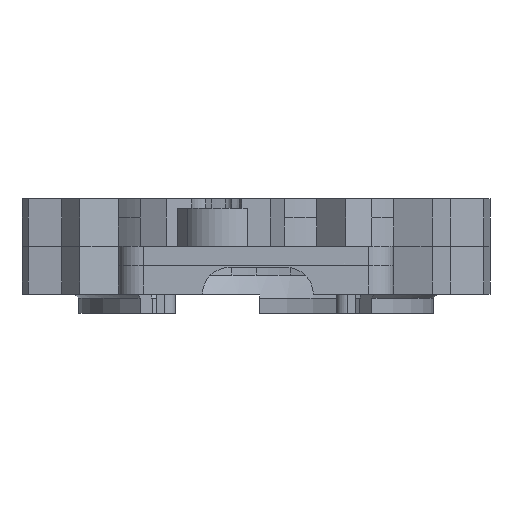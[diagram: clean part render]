
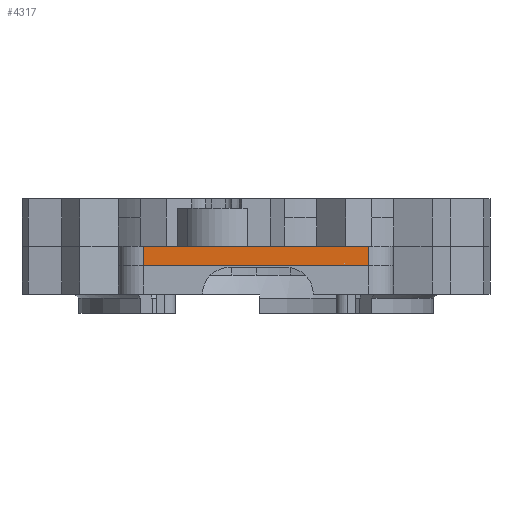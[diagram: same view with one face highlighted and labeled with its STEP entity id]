
A CAD part, left-side view. The second image highlights one B-rep face of the part: STEP entity #4317.
In plain terms, the highlighted planar face has unit normal (-1, 0, 0).
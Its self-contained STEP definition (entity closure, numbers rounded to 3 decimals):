
#830 = PLANE('',#831);
#831 = AXIS2_PLACEMENT_3D('',#832,#833,#834);
#832 = CARTESIAN_POINT('',(0.,36.576,0.));
#833 = DIRECTION('',(1.,0.,0.));
#834 = DIRECTION('',(0.,-1.,0.));
#1130 = VERTEX_POINT('',#1131);
#1131 = CARTESIAN_POINT('',(0.,33.274,3.81));
#1152 = EDGE_CURVE('',#1130,#1153,#1155,.T.);
#1153 = VERTEX_POINT('',#1154);
#1154 = CARTESIAN_POINT('',(0.,3.302,3.81));
#1155 = SURFACE_CURVE('',#1156,(#1160,#1167),.PCURVE_S1.);
#1156 = LINE('',#1157,#1158);
#1157 = CARTESIAN_POINT('',(0.,36.576,3.81));
#1158 = VECTOR('',#1159,1.);
#1159 = DIRECTION('',(0.,-1.,0.));
#1160 = PCURVE('',#830,#1161);
#1161 = DEFINITIONAL_REPRESENTATION('',(#1162),#1166);
#1162 = LINE('',#1163,#1164);
#1163 = CARTESIAN_POINT('',(0.,-3.81));
#1164 = VECTOR('',#1165,1.);
#1165 = DIRECTION('',(1.,0.));
#1166 = ( GEOMETRIC_REPRESENTATION_CONTEXT(2) 
PARAMETRIC_REPRESENTATION_CONTEXT() REPRESENTATION_CONTEXT('2D SPACE',''
  ) );
#1167 = PCURVE('',#1168,#1173);
#1168 = PLANE('',#1169);
#1169 = AXIS2_PLACEMENT_3D('',#1170,#1171,#1172);
#1170 = CARTESIAN_POINT('',(0.,36.576,3.81));
#1171 = DIRECTION('',(1.,0.,0.));
#1172 = DIRECTION('',(0.,-1.,0.));
#1173 = DEFINITIONAL_REPRESENTATION('',(#1174),#1178);
#1174 = LINE('',#1175,#1176);
#1175 = CARTESIAN_POINT('',(0.,0.));
#1176 = VECTOR('',#1177,1.);
#1177 = DIRECTION('',(1.,0.));
#1178 = ( GEOMETRIC_REPRESENTATION_CONTEXT(2) 
PARAMETRIC_REPRESENTATION_CONTEXT() REPRESENTATION_CONTEXT('2D SPACE',''
  ) );
#1323 = CYLINDRICAL_SURFACE('',#1324,3.302);
#1324 = AXIS2_PLACEMENT_3D('',#1325,#1326,#1327);
#1325 = CARTESIAN_POINT('',(3.302,33.274,3.81));
#1326 = DIRECTION('',(0.,0.,1.));
#1327 = DIRECTION('',(-1.,0.,0.));
#4317 = ADVANCED_FACE('',(#4318),#1168,.F.);
#4318 = FACE_BOUND('',#4319,.F.);
#4319 = EDGE_LOOP('',(#4320,#4321,#4344,#4372));
#4320 = ORIENTED_EDGE('',*,*,#1152,.F.);
#4321 = ORIENTED_EDGE('',*,*,#4322,.T.);
#4322 = EDGE_CURVE('',#1130,#4323,#4325,.T.);
#4323 = VERTEX_POINT('',#4324);
#4324 = CARTESIAN_POINT('',(0.,33.274,6.35));
#4325 = SURFACE_CURVE('',#4326,(#4330,#4337),.PCURVE_S1.);
#4326 = LINE('',#4327,#4328);
#4327 = CARTESIAN_POINT('',(0.,33.274,3.81));
#4328 = VECTOR('',#4329,1.);
#4329 = DIRECTION('',(0.,0.,1.));
#4330 = PCURVE('',#1168,#4331);
#4331 = DEFINITIONAL_REPRESENTATION('',(#4332),#4336);
#4332 = LINE('',#4333,#4334);
#4333 = CARTESIAN_POINT('',(3.302,0.));
#4334 = VECTOR('',#4335,1.);
#4335 = DIRECTION('',(0.,-1.));
#4336 = ( GEOMETRIC_REPRESENTATION_CONTEXT(2) 
PARAMETRIC_REPRESENTATION_CONTEXT() REPRESENTATION_CONTEXT('2D SPACE',''
  ) );
#4337 = PCURVE('',#1323,#4338);
#4338 = DEFINITIONAL_REPRESENTATION('',(#4339),#4343);
#4339 = LINE('',#4340,#4341);
#4340 = CARTESIAN_POINT('',(-0.,0.));
#4341 = VECTOR('',#4342,1.);
#4342 = DIRECTION('',(-0.,1.));
#4343 = ( GEOMETRIC_REPRESENTATION_CONTEXT(2) 
PARAMETRIC_REPRESENTATION_CONTEXT() REPRESENTATION_CONTEXT('2D SPACE',''
  ) );
#4344 = ORIENTED_EDGE('',*,*,#4345,.T.);
#4345 = EDGE_CURVE('',#4323,#4346,#4348,.T.);
#4346 = VERTEX_POINT('',#4347);
#4347 = CARTESIAN_POINT('',(0.,3.302,6.35));
#4348 = SURFACE_CURVE('',#4349,(#4353,#4360),.PCURVE_S1.);
#4349 = LINE('',#4350,#4351);
#4350 = CARTESIAN_POINT('',(0.,36.576,6.35));
#4351 = VECTOR('',#4352,1.);
#4352 = DIRECTION('',(0.,-1.,0.));
#4353 = PCURVE('',#1168,#4354);
#4354 = DEFINITIONAL_REPRESENTATION('',(#4355),#4359);
#4355 = LINE('',#4356,#4357);
#4356 = CARTESIAN_POINT('',(0.,-2.54));
#4357 = VECTOR('',#4358,1.);
#4358 = DIRECTION('',(1.,0.));
#4359 = ( GEOMETRIC_REPRESENTATION_CONTEXT(2) 
PARAMETRIC_REPRESENTATION_CONTEXT() REPRESENTATION_CONTEXT('2D SPACE',''
  ) );
#4360 = PCURVE('',#4361,#4366);
#4361 = PLANE('',#4362);
#4362 = AXIS2_PLACEMENT_3D('',#4363,#4364,#4365);
#4363 = CARTESIAN_POINT('',(37.481,18.288,6.35));
#4364 = DIRECTION('',(0.,0.,1.));
#4365 = DIRECTION('',(1.,0.,0.));
#4366 = DEFINITIONAL_REPRESENTATION('',(#4367),#4371);
#4367 = LINE('',#4368,#4369);
#4368 = CARTESIAN_POINT('',(-37.481,18.288));
#4369 = VECTOR('',#4370,1.);
#4370 = DIRECTION('',(0.,-1.));
#4371 = ( GEOMETRIC_REPRESENTATION_CONTEXT(2) 
PARAMETRIC_REPRESENTATION_CONTEXT() REPRESENTATION_CONTEXT('2D SPACE',''
  ) );
#4372 = ORIENTED_EDGE('',*,*,#4373,.F.);
#4373 = EDGE_CURVE('',#1153,#4346,#4374,.T.);
#4374 = SURFACE_CURVE('',#4375,(#4379,#4386),.PCURVE_S1.);
#4375 = LINE('',#4376,#4377);
#4376 = CARTESIAN_POINT('',(0.,3.302,3.81));
#4377 = VECTOR('',#4378,1.);
#4378 = DIRECTION('',(0.,0.,1.));
#4379 = PCURVE('',#1168,#4380);
#4380 = DEFINITIONAL_REPRESENTATION('',(#4381),#4385);
#4381 = LINE('',#4382,#4383);
#4382 = CARTESIAN_POINT('',(33.274,0.));
#4383 = VECTOR('',#4384,1.);
#4384 = DIRECTION('',(0.,-1.));
#4385 = ( GEOMETRIC_REPRESENTATION_CONTEXT(2) 
PARAMETRIC_REPRESENTATION_CONTEXT() REPRESENTATION_CONTEXT('2D SPACE',''
  ) );
#4386 = PCURVE('',#4387,#4392);
#4387 = CYLINDRICAL_SURFACE('',#4388,3.302);
#4388 = AXIS2_PLACEMENT_3D('',#4389,#4390,#4391);
#4389 = CARTESIAN_POINT('',(3.302,3.302,3.81));
#4390 = DIRECTION('',(0.,0.,1.));
#4391 = DIRECTION('',(0.,-1.,0.));
#4392 = DEFINITIONAL_REPRESENTATION('',(#4393),#4397);
#4393 = LINE('',#4394,#4395);
#4394 = CARTESIAN_POINT('',(-1.571,0.));
#4395 = VECTOR('',#4396,1.);
#4396 = DIRECTION('',(-0.,1.));
#4397 = ( GEOMETRIC_REPRESENTATION_CONTEXT(2) 
PARAMETRIC_REPRESENTATION_CONTEXT() REPRESENTATION_CONTEXT('2D SPACE',''
  ) );
